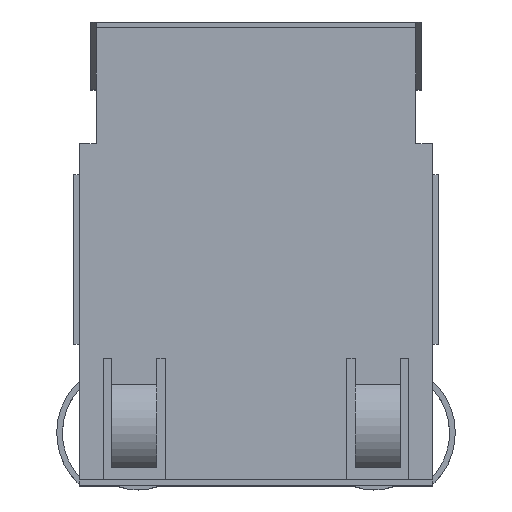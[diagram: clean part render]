
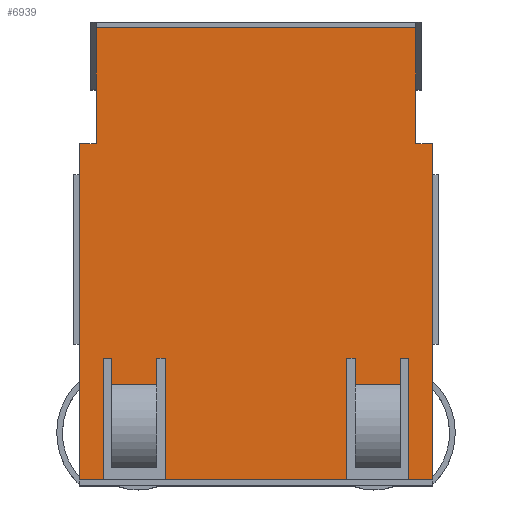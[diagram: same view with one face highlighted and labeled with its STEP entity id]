
A CAD part, top view. The second image highlights one B-rep face of the part: STEP entity #6939.
In plain terms, the highlighted planar face has unit normal (0, 0, 1).
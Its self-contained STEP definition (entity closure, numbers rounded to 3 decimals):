
#6147=CARTESIAN_POINT('',(-6.49,-13.88,13.97));
#6148=VERTEX_POINT('',#6147);
#6155=CARTESIAN_POINT('',(-6.49,-12.705,13.97));
#6156=VERTEX_POINT('',#6155);
#6157=CARTESIAN_POINT('',(-6.49,-12.705,13.97));
#6158=DIRECTION('',(0.0,-1.0,0.0));
#6159=VECTOR('',#6158,1.175);
#6160=LINE('',#6157,#6159);
#6161=EDGE_CURVE('',#6156,#6148,#6160,.T.);
#6186=CARTESIAN_POINT('',(-6.871,-12.705,13.97));
#6187=VERTEX_POINT('',#6186);
#6188=CARTESIAN_POINT('',(-6.871,-12.705,13.97));
#6189=DIRECTION('',(1.0,0.0,0.0));
#6190=VECTOR('',#6189,0.381);
#6191=LINE('',#6188,#6190);
#6192=EDGE_CURVE('',#6187,#6156,#6191,.T.);
#6217=CARTESIAN_POINT('',(-6.871,-18.166,13.97));
#6218=VERTEX_POINT('',#6217);
#6219=CARTESIAN_POINT('',(-6.871,-18.166,13.97));
#6220=DIRECTION('',(0.0,1.0,0.0));
#6221=VECTOR('',#6220,5.461);
#6222=LINE('',#6219,#6221);
#6223=EDGE_CURVE('',#6218,#6187,#6222,.T.);
#6249=CARTESIAN_POINT('',(-4.077,-18.166,13.97));
#6250=VERTEX_POINT('',#6249);
#6257=CARTESIAN_POINT('',(-4.077,-12.705,13.97));
#6258=VERTEX_POINT('',#6257);
#6259=CARTESIAN_POINT('',(-4.077,-12.705,13.97));
#6260=DIRECTION('',(0.0,-1.0,0.0));
#6261=VECTOR('',#6260,5.461);
#6262=LINE('',#6259,#6261);
#6263=EDGE_CURVE('',#6258,#6250,#6262,.T.);
#6288=CARTESIAN_POINT('',(-4.458,-12.705,13.97));
#6289=VERTEX_POINT('',#6288);
#6290=CARTESIAN_POINT('',(-4.458,-12.705,13.97));
#6291=DIRECTION('',(1.0,0.0,0.0));
#6292=VECTOR('',#6291,0.381);
#6293=LINE('',#6290,#6292);
#6294=EDGE_CURVE('',#6289,#6258,#6293,.T.);
#6319=CARTESIAN_POINT('',(-4.458,-13.88,13.97));
#6320=VERTEX_POINT('',#6319);
#6321=CARTESIAN_POINT('',(-4.458,-13.88,13.97));
#6322=DIRECTION('',(0.0,1.0,0.0));
#6323=VECTOR('',#6322,1.175);
#6324=LINE('',#6321,#6323);
#6325=EDGE_CURVE('',#6320,#6289,#6324,.T.);
#6348=CARTESIAN_POINT('',(-6.49,-13.88,13.97));
#6349=DIRECTION('',(1.0,0.,0.0));
#6350=VECTOR('',#6349,2.032);
#6351=LINE('',#6348,#6350);
#6352=EDGE_CURVE('',#6148,#6320,#6351,.T.);
#6373=CARTESIAN_POINT('',(4.458,-13.88,13.97));
#6374=VERTEX_POINT('',#6373);
#6381=CARTESIAN_POINT('',(4.458,-12.705,13.97));
#6382=VERTEX_POINT('',#6381);
#6383=CARTESIAN_POINT('',(4.458,-12.705,13.97));
#6384=DIRECTION('',(0.0,-1.0,0.0));
#6385=VECTOR('',#6384,1.175);
#6386=LINE('',#6383,#6385);
#6387=EDGE_CURVE('',#6382,#6374,#6386,.T.);
#6412=CARTESIAN_POINT('',(4.077,-12.705,13.97));
#6413=VERTEX_POINT('',#6412);
#6414=CARTESIAN_POINT('',(4.077,-12.705,13.97));
#6415=DIRECTION('',(1.0,0.0,0.0));
#6416=VECTOR('',#6415,0.381);
#6417=LINE('',#6414,#6416);
#6418=EDGE_CURVE('',#6413,#6382,#6417,.T.);
#6443=CARTESIAN_POINT('',(4.077,-18.166,13.97));
#6444=VERTEX_POINT('',#6443);
#6445=CARTESIAN_POINT('',(4.077,-18.166,13.97));
#6446=DIRECTION('',(0.0,1.0,0.0));
#6447=VECTOR('',#6446,5.461);
#6448=LINE('',#6445,#6447);
#6449=EDGE_CURVE('',#6444,#6413,#6448,.T.);
#6475=CARTESIAN_POINT('',(6.871,-18.166,13.97));
#6476=VERTEX_POINT('',#6475);
#6483=CARTESIAN_POINT('',(6.871,-12.705,13.97));
#6484=VERTEX_POINT('',#6483);
#6485=CARTESIAN_POINT('',(6.871,-12.705,13.97));
#6486=DIRECTION('',(0.0,-1.0,0.0));
#6487=VECTOR('',#6486,5.461);
#6488=LINE('',#6485,#6487);
#6489=EDGE_CURVE('',#6484,#6476,#6488,.T.);
#6514=CARTESIAN_POINT('',(6.49,-12.705,13.97));
#6515=VERTEX_POINT('',#6514);
#6516=CARTESIAN_POINT('',(6.49,-12.705,13.97));
#6517=DIRECTION('',(1.0,0.0,0.0));
#6518=VECTOR('',#6517,0.381);
#6519=LINE('',#6516,#6518);
#6520=EDGE_CURVE('',#6515,#6484,#6519,.T.);
#6545=CARTESIAN_POINT('',(6.49,-13.88,13.97));
#6546=VERTEX_POINT('',#6545);
#6547=CARTESIAN_POINT('',(6.49,-13.88,13.97));
#6548=DIRECTION('',(0.0,1.0,0.0));
#6549=VECTOR('',#6548,1.175);
#6550=LINE('',#6547,#6549);
#6551=EDGE_CURVE('',#6546,#6515,#6550,.T.);
#6574=CARTESIAN_POINT('',(4.458,-13.88,13.97));
#6575=DIRECTION('',(1.0,0.,0.0));
#6576=VECTOR('',#6575,2.032);
#6577=LINE('',#6574,#6576);
#6578=EDGE_CURVE('',#6374,#6546,#6577,.T.);
#6689=CARTESIAN_POINT('',(7.938,-18.166,13.97));
#6690=VERTEX_POINT('',#6689);
#6697=CARTESIAN_POINT('',(6.871,-18.166,13.97));
#6698=DIRECTION('',(1.0,0.0,0.0));
#6699=VECTOR('',#6698,1.067);
#6700=LINE('',#6697,#6699);
#6701=EDGE_CURVE('',#6476,#6690,#6700,.T.);
#6712=CARTESIAN_POINT('',(-7.937,-18.166,13.97));
#6713=VERTEX_POINT('',#6712);
#6714=CARTESIAN_POINT('',(-7.937,-18.166,13.97));
#6715=DIRECTION('',(1.0,0.0,0.0));
#6716=VECTOR('',#6715,1.067);
#6717=LINE('',#6714,#6716);
#6718=EDGE_CURVE('',#6713,#6218,#6717,.T.);
#6736=CARTESIAN_POINT('',(-7.938,-3.053,13.97));
#6737=VERTEX_POINT('',#6736);
#6744=CARTESIAN_POINT('',(-7.176,-3.053,13.97));
#6745=VERTEX_POINT('',#6744);
#6746=CARTESIAN_POINT('',(-7.176,-3.053,13.97));
#6747=DIRECTION('',(-1.0,0.0,0.0));
#6748=VECTOR('',#6747,0.762);
#6749=LINE('',#6746,#6748);
#6750=EDGE_CURVE('',#6745,#6737,#6749,.T.);
#6768=CARTESIAN_POINT('',(-7.938,-3.053,13.97));
#6769=DIRECTION('',(0.0,-1.0,0.0));
#6770=VECTOR('',#6769,15.113);
#6771=LINE('',#6768,#6770);
#6772=EDGE_CURVE('',#6737,#6713,#6771,.T.);
#6786=CARTESIAN_POINT('',(-4.077,-18.166,13.97));
#6787=DIRECTION('',(1.0,0.0,0.0));
#6788=VECTOR('',#6787,8.153);
#6789=LINE('',#6786,#6788);
#6790=EDGE_CURVE('',#6250,#6444,#6789,.T.);
#6801=CARTESIAN_POINT('',(7.938,-3.053,13.97));
#6802=VERTEX_POINT('',#6801);
#6809=CARTESIAN_POINT('',(7.938,-18.166,13.97));
#6810=DIRECTION('',(0.0,1.0,0.0));
#6811=VECTOR('',#6810,15.113);
#6812=LINE('',#6809,#6811);
#6813=EDGE_CURVE('',#6690,#6802,#6812,.T.);
#6825=CARTESIAN_POINT('',(7.176,-3.053,13.97));
#6826=VERTEX_POINT('',#6825);
#6833=CARTESIAN_POINT('',(7.938,-3.053,13.97));
#6834=DIRECTION('',(-1.0,0.0,0.0));
#6835=VECTOR('',#6834,0.762);
#6836=LINE('',#6833,#6835);
#6837=EDGE_CURVE('',#6802,#6826,#6836,.T.);
#6849=CARTESIAN_POINT('',(7.175,2.154,13.97));
#6850=VERTEX_POINT('',#6849);
#6857=CARTESIAN_POINT('',(7.176,-3.053,13.97));
#6858=DIRECTION('',(0.0,1.0,0.0));
#6859=VECTOR('',#6858,5.207);
#6860=LINE('',#6857,#6859);
#6861=EDGE_CURVE('',#6826,#6850,#6860,.T.);
#6873=CARTESIAN_POINT('',(-7.176,2.154,13.97));
#6874=VERTEX_POINT('',#6873);
#6881=CARTESIAN_POINT('',(7.175,2.154,13.97));
#6882=DIRECTION('',(-1.0,0.0,0.0));
#6883=VECTOR('',#6882,14.351);
#6884=LINE('',#6881,#6883);
#6885=EDGE_CURVE('',#6850,#6874,#6884,.T.);
#6898=CARTESIAN_POINT('',(-7.176,2.154,13.97));
#6899=DIRECTION('',(0.0,-1.0,0.0));
#6900=VECTOR('',#6899,5.207);
#6901=LINE('',#6898,#6900);
#6902=EDGE_CURVE('',#6874,#6745,#6901,.T.);
#6908=CARTESIAN_POINT('',(0.,-8.116,13.97));
#6909=DIRECTION('',(0.0,0.0,1.0));
#6910=DIRECTION('',(1.0,0.0,0.0));
#6911=AXIS2_PLACEMENT_3D('',#6908,#6909,#6910);
#6912=PLANE('',#6911);
#6913=ORIENTED_EDGE('',*,*,#6263,.T.);
#6914=ORIENTED_EDGE('',*,*,#6790,.T.);
#6915=ORIENTED_EDGE('',*,*,#6449,.T.);
#6916=ORIENTED_EDGE('',*,*,#6418,.T.);
#6917=ORIENTED_EDGE('',*,*,#6387,.T.);
#6918=ORIENTED_EDGE('',*,*,#6578,.T.);
#6919=ORIENTED_EDGE('',*,*,#6551,.T.);
#6920=ORIENTED_EDGE('',*,*,#6520,.T.);
#6921=ORIENTED_EDGE('',*,*,#6489,.T.);
#6922=ORIENTED_EDGE('',*,*,#6701,.T.);
#6923=ORIENTED_EDGE('',*,*,#6813,.T.);
#6924=ORIENTED_EDGE('',*,*,#6837,.T.);
#6925=ORIENTED_EDGE('',*,*,#6861,.T.);
#6926=ORIENTED_EDGE('',*,*,#6885,.T.);
#6927=ORIENTED_EDGE('',*,*,#6902,.T.);
#6928=ORIENTED_EDGE('',*,*,#6750,.T.);
#6929=ORIENTED_EDGE('',*,*,#6772,.T.);
#6930=ORIENTED_EDGE('',*,*,#6718,.T.);
#6931=ORIENTED_EDGE('',*,*,#6223,.T.);
#6932=ORIENTED_EDGE('',*,*,#6192,.T.);
#6933=ORIENTED_EDGE('',*,*,#6161,.T.);
#6934=ORIENTED_EDGE('',*,*,#6352,.T.);
#6935=ORIENTED_EDGE('',*,*,#6325,.T.);
#6936=ORIENTED_EDGE('',*,*,#6294,.T.);
#6937=EDGE_LOOP('',(#6913,#6914,#6915,#6916,#6917,#6918,#6919,#6920,#6921,#6922,#6923,#6924,#6925,#6926,#6927,#6928,#6929,#6930,#6931,#6932,#6933,#6934,#6935,#6936));
#6938=FACE_OUTER_BOUND('',#6937,.T.);
#6939=ADVANCED_FACE('',(#6938),#6912,.T.);
